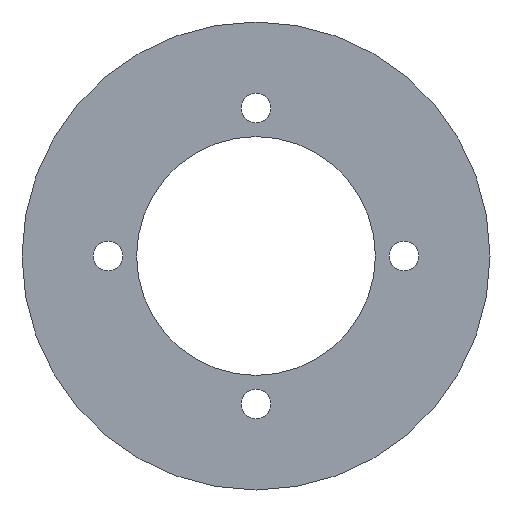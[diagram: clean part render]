
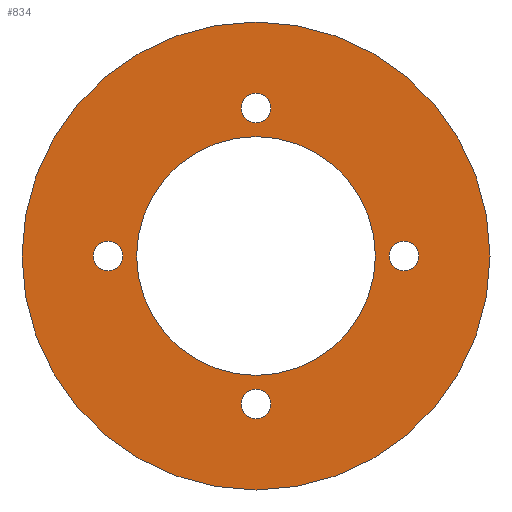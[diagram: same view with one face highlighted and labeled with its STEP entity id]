
A CAD part, front view. The second image highlights one B-rep face of the part: STEP entity #834.
In plain terms, the highlighted planar face has unit normal (0, -1, 0).
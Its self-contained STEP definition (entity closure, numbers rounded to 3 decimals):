
#11 = AXIS2_PLACEMENT_3D ( 'NONE', #981, #741, #823 ) ;
#12 = PLANE ( 'NONE',  #11 ) ;
#29 = ORIENTED_EDGE ( 'NONE', *, *, #330, .T. ) ;
#31 = DIRECTION ( 'NONE',  ( 0., 1., 0. ) ) ;
#37 = CARTESIAN_POINT ( 'NONE',  ( 0., 0., 12.5 ) ) ;
#49 = CARTESIAN_POINT ( 'NONE',  ( 0., 0., 0. ) ) ;
#62 = ORIENTED_EDGE ( 'NONE', *, *, #562, .T. ) ;
#68 = CIRCLE ( 'NONE', #136, 12.5 ) ;
#71 = VERTEX_POINT ( 'NONE', #844 ) ;
#77 = EDGE_LOOP ( 'NONE', ( #29, #492 ) ) ;
#79 = VERTEX_POINT ( 'NONE', #137 ) ;
#80 = ORIENTED_EDGE ( 'NONE', *, *, #653, .F. ) ;
#90 = CARTESIAN_POINT ( 'NONE',  ( 0., 0., -15.5 ) ) ;
#91 = EDGE_CURVE ( 'NONE', #101, #302, #775, .T. ) ;
#94 = DIRECTION ( 'NONE',  ( 0., 1., 0. ) ) ;
#96 = AXIS2_PLACEMENT_3D ( 'NONE', #648, #345, #907 ) ;
#101 = VERTEX_POINT ( 'NONE', #195 ) ;
#107 = DIRECTION ( 'NONE',  ( 0., 0., 1. ) ) ;
#117 = FACE_BOUND ( 'NONE', #832, .T. ) ;
#119 = CARTESIAN_POINT ( 'NONE',  ( -15.5, 0., 0. ) ) ;
#121 = CIRCLE ( 'NONE', #592, 1.55 ) ;
#136 = AXIS2_PLACEMENT_3D ( 'NONE', #723, #891, #593 ) ;
#137 = CARTESIAN_POINT ( 'NONE',  ( 0., 0., -12.5 ) ) ;
#151 = ORIENTED_EDGE ( 'NONE', *, *, #390, .T. ) ;
#153 = ORIENTED_EDGE ( 'NONE', *, *, #91, .T. ) ;
#174 = EDGE_CURVE ( 'NONE', #848, #71, #304, .T. ) ;
#180 = CARTESIAN_POINT ( 'NONE',  ( 0., 0., 24.5 ) ) ;
#181 = VERTEX_POINT ( 'NONE', #693 ) ;
#182 = AXIS2_PLACEMENT_3D ( 'NONE', #278, #880, #264 ) ;
#195 = CARTESIAN_POINT ( 'NONE',  ( 0., 0., 17.05 ) ) ;
#201 = DIRECTION ( 'NONE',  ( 0., 0., 1. ) ) ;
#212 = EDGE_LOOP ( 'NONE', ( #62, #151 ) ) ;
#217 = CIRCLE ( 'NONE', #438, 1.55 ) ;
#244 = EDGE_CURVE ( 'NONE', #627, #633, #356, .T. ) ;
#257 = CIRCLE ( 'NONE', #182, 12.5 ) ;
#259 = DIRECTION ( 'NONE',  ( 0., 1., 0. ) ) ;
#264 = DIRECTION ( 'NONE',  ( 0., 0., -1. ) ) ;
#268 = DIRECTION ( 'NONE',  ( 0., -1., 0. ) ) ;
#278 = CARTESIAN_POINT ( 'NONE',  ( 0., 0., 0. ) ) ;
#296 = EDGE_CURVE ( 'NONE', #302, #101, #769, .T. ) ;
#302 = VERTEX_POINT ( 'NONE', #813 ) ;
#304 = CIRCLE ( 'NONE', #418, 1.55 ) ;
#324 = ORIENTED_EDGE ( 'NONE', *, *, #340, .T. ) ;
#330 = EDGE_CURVE ( 'NONE', #633, #627, #121, .T. ) ;
#332 = ORIENTED_EDGE ( 'NONE', *, *, #790, .T. ) ;
#333 = AXIS2_PLACEMENT_3D ( 'NONE', #621, #341, #735 ) ;
#334 = CARTESIAN_POINT ( 'NONE',  ( -15.5, 0., 1.55 ) ) ;
#337 = DIRECTION ( 'NONE',  ( 0., 1., 0. ) ) ;
#340 = EDGE_CURVE ( 'NONE', #71, #848, #217, .T. ) ;
#341 = DIRECTION ( 'NONE',  ( 0., 1., 0. ) ) ;
#345 = DIRECTION ( 'NONE',  ( 0., -1., 0. ) ) ;
#356 = CIRCLE ( 'NONE', #726, 1.55 ) ;
#365 = AXIS2_PLACEMENT_3D ( 'NONE', #950, #259, #980 ) ;
#390 = EDGE_CURVE ( 'NONE', #416, #181, #787, .T. ) ;
#404 = EDGE_LOOP ( 'NONE', ( #332, #598 ) ) ;
#416 = VERTEX_POINT ( 'NONE', #180 ) ;
#418 = AXIS2_PLACEMENT_3D ( 'NONE', #820, #94, #940 ) ;
#423 = CARTESIAN_POINT ( 'NONE',  ( -15.5, 0., -1.55 ) ) ;
#438 = AXIS2_PLACEMENT_3D ( 'NONE', #967, #31, #201 ) ;
#475 = CIRCLE ( 'NONE', #706, 1.55 ) ;
#479 = CARTESIAN_POINT ( 'NONE',  ( 0., 0., -15.5 ) ) ;
#492 = ORIENTED_EDGE ( 'NONE', *, *, #244, .T. ) ;
#498 = DIRECTION ( 'NONE',  ( 0., 0., -1. ) ) ;
#502 = ORIENTED_EDGE ( 'NONE', *, *, #296, .T. ) ;
#525 = CARTESIAN_POINT ( 'NONE',  ( 0., 0., -13.95 ) ) ;
#526 = CARTESIAN_POINT ( 'NONE',  ( 15.5, 0., -1.55 ) ) ;
#527 = EDGE_LOOP ( 'NONE', ( #153, #502 ) ) ;
#556 = DIRECTION ( 'NONE',  ( 0., 0., 1. ) ) ;
#562 = EDGE_CURVE ( 'NONE', #181, #416, #953, .T. ) ;
#568 = DIRECTION ( 'NONE',  ( 0., 1., 0. ) ) ;
#592 = AXIS2_PLACEMENT_3D ( 'NONE', #479, #568, #107 ) ;
#593 = DIRECTION ( 'NONE',  ( 0., 0., -1. ) ) ;
#598 = ORIENTED_EDGE ( 'NONE', *, *, #694, .T. ) ;
#617 = AXIS2_PLACEMENT_3D ( 'NONE', #49, #268, #498 ) ;
#621 = CARTESIAN_POINT ( 'NONE',  ( 0., 0., 15.5 ) ) ;
#627 = VERTEX_POINT ( 'NONE', #692 ) ;
#633 = VERTEX_POINT ( 'NONE', #525 ) ;
#636 = EDGE_CURVE ( 'NONE', #937, #79, #68, .T. ) ;
#648 = CARTESIAN_POINT ( 'NONE',  ( 0., 0., 0. ) ) ;
#653 = EDGE_CURVE ( 'NONE', #79, #937, #257, .T. ) ;
#665 = VERTEX_POINT ( 'NONE', #334 ) ;
#692 = CARTESIAN_POINT ( 'NONE',  ( 0., 0., -17.05 ) ) ;
#693 = CARTESIAN_POINT ( 'NONE',  ( 0., 0., -24.5 ) ) ;
#694 = EDGE_CURVE ( 'NONE', #864, #665, #475, .T. ) ;
#705 = EDGE_LOOP ( 'NONE', ( #80, #894 ) ) ;
#706 = AXIS2_PLACEMENT_3D ( 'NONE', #811, #883, #556 ) ;
#713 = CIRCLE ( 'NONE', #804, 1.55 ) ;
#715 = ORIENTED_EDGE ( 'NONE', *, *, #174, .T. ) ;
#723 = CARTESIAN_POINT ( 'NONE',  ( 0., 0., 0. ) ) ;
#726 = AXIS2_PLACEMENT_3D ( 'NONE', #90, #752, #885 ) ;
#735 = DIRECTION ( 'NONE',  ( 0., 0., 1. ) ) ;
#741 = DIRECTION ( 'NONE',  ( 0., 1., 0. ) ) ;
#752 = DIRECTION ( 'NONE',  ( 0., 1., 0. ) ) ;
#769 = CIRCLE ( 'NONE', #333, 1.55 ) ;
#775 = CIRCLE ( 'NONE', #365, 1.55 ) ;
#776 = FACE_BOUND ( 'NONE', #705, .T. ) ;
#777 = FACE_BOUND ( 'NONE', #77, .T. ) ;
#778 = FACE_BOUND ( 'NONE', #527, .T. ) ;
#787 = CIRCLE ( 'NONE', #96, 24.5 ) ;
#790 = EDGE_CURVE ( 'NONE', #665, #864, #713, .T. ) ;
#804 = AXIS2_PLACEMENT_3D ( 'NONE', #119, #337, #810 ) ;
#810 = DIRECTION ( 'NONE',  ( 0., 0., 1. ) ) ;
#811 = CARTESIAN_POINT ( 'NONE',  ( -15.5, 0., 0. ) ) ;
#813 = CARTESIAN_POINT ( 'NONE',  ( 0., 0., 13.95 ) ) ;
#820 = CARTESIAN_POINT ( 'NONE',  ( 15.5, 0., 0. ) ) ;
#823 = DIRECTION ( 'NONE',  ( 0., 0., 1. ) ) ;
#832 = EDGE_LOOP ( 'NONE', ( #324, #715 ) ) ;
#834 = ADVANCED_FACE ( 'NONE', ( #777, #877, #778, #117, #776, #857 ), #12, .F. ) ;
#844 = CARTESIAN_POINT ( 'NONE',  ( 15.5, 0., 1.55 ) ) ;
#848 = VERTEX_POINT ( 'NONE', #526 ) ;
#857 = FACE_OUTER_BOUND ( 'NONE', #212, .T. ) ;
#864 = VERTEX_POINT ( 'NONE', #423 ) ;
#877 = FACE_BOUND ( 'NONE', #404, .T. ) ;
#880 = DIRECTION ( 'NONE',  ( 0., -1., 0. ) ) ;
#883 = DIRECTION ( 'NONE',  ( 0., 1., 0. ) ) ;
#885 = DIRECTION ( 'NONE',  ( 0., 0., 1. ) ) ;
#891 = DIRECTION ( 'NONE',  ( 0., -1., 0. ) ) ;
#894 = ORIENTED_EDGE ( 'NONE', *, *, #636, .F. ) ;
#907 = DIRECTION ( 'NONE',  ( 0., 0., -1. ) ) ;
#937 = VERTEX_POINT ( 'NONE', #37 ) ;
#940 = DIRECTION ( 'NONE',  ( 0., 0., 1. ) ) ;
#950 = CARTESIAN_POINT ( 'NONE',  ( 0., 0., 15.5 ) ) ;
#953 = CIRCLE ( 'NONE', #617, 24.5 ) ;
#967 = CARTESIAN_POINT ( 'NONE',  ( 15.5, 0., 0. ) ) ;
#980 = DIRECTION ( 'NONE',  ( 0., 0., 1. ) ) ;
#981 = CARTESIAN_POINT ( 'NONE',  ( -24.5, 0., 0. ) ) ;
